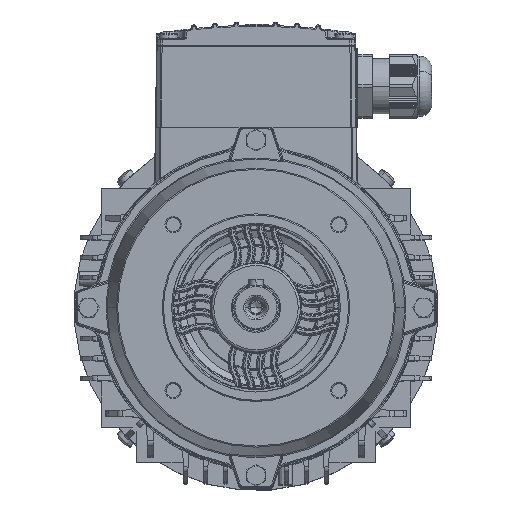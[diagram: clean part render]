
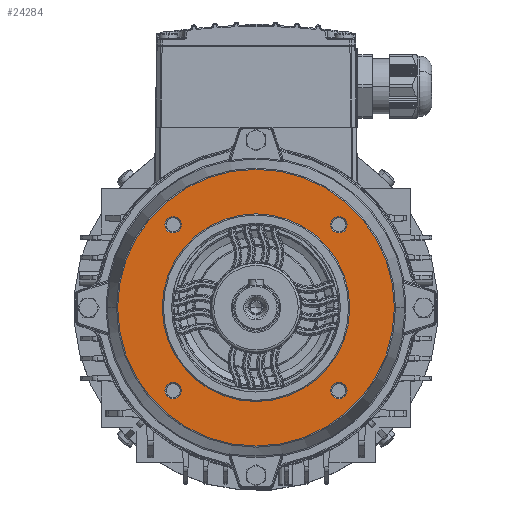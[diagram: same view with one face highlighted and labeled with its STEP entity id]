
A CAD part, top view. The second image highlights one B-rep face of the part: STEP entity #24284.
In plain terms, the highlighted planar face has unit normal (0, 0, 1).
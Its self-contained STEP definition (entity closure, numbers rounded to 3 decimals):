
#3020 = VERTEX_POINT ( 'NONE', #143251 ) ;
#3576 = VERTEX_POINT ( 'NONE', #106654 ) ;
#5589 = ORIENTED_EDGE ( 'NONE', *, *, #9147, .T. ) ;
#6078 = CIRCLE ( 'NONE', #11246, 3.5 ) ;
#6415 = AXIS2_PLACEMENT_3D ( 'NONE', #32660, #48637, #35020 ) ;
#8206 = CIRCLE ( 'NONE', #62026, 3.5 ) ;
#8724 = CIRCLE ( 'NONE', #134189, 3.5 ) ;
#9147 = EDGE_CURVE ( 'NONE', #107758, #16042, #105738, .T. ) ;
#10127 = CARTESIAN_POINT ( 'NONE',  ( -35.355, 35.355, 172. ) ) ;
#11246 = AXIS2_PLACEMENT_3D ( 'NONE', #19757, #115231, #68695 ) ;
#11566 = CIRCLE ( 'NONE', #6415, 3.5 ) ;
#12151 = EDGE_CURVE ( 'NONE', #148527, #3576, #80037, .T. ) ;
#16042 = VERTEX_POINT ( 'NONE', #106340 ) ;
#16104 = ORIENTED_EDGE ( 'NONE', *, *, #116126, .T. ) ;
#18554 = AXIS2_PLACEMENT_3D ( 'NONE', #82589, #70553, #97040 ) ;
#19006 = DIRECTION ( 'NONE',  ( 0., 0., -1. ) ) ;
#19757 = CARTESIAN_POINT ( 'NONE',  ( 35.355, 35.355, 172. ) ) ;
#21015 = EDGE_LOOP ( 'NONE', ( #31852, #16104 ) ) ;
#21400 = EDGE_CURVE ( 'NONE', #3576, #148527, #127860, .T. ) ;
#22415 = FACE_BOUND ( 'NONE', #30803, .T. ) ;
#24284 = ADVANCED_FACE ( 'NONE', ( #157072, #33645, #47283, #22415, #109002, #32870 ), #130640, .F. ) ;
#24342 = EDGE_LOOP ( 'NONE', ( #57627, #158208 ) ) ;
#26956 = CARTESIAN_POINT ( 'NONE',  ( 38.855, -35.355, 172. ) ) ;
#28447 = CARTESIAN_POINT ( 'NONE',  ( 0., 0., 172. ) ) ;
#30803 = EDGE_LOOP ( 'NONE', ( #72434, #88416 ) ) ;
#31852 = ORIENTED_EDGE ( 'NONE', *, *, #146678, .T. ) ;
#32103 = DIRECTION ( 'NONE',  ( 0., 0., 1. ) ) ;
#32660 = CARTESIAN_POINT ( 'NONE',  ( 35.355, 35.355, 172. ) ) ;
#32699 = VERTEX_POINT ( 'NONE', #101950 ) ;
#32799 = ORIENTED_EDGE ( 'NONE', *, *, #21400, .T. ) ;
#32870 = FACE_BOUND ( 'NONE', #65124, .T. ) ;
#33645 = FACE_BOUND ( 'NONE', #21015, .T. ) ;
#35020 = DIRECTION ( 'NONE',  ( -1., 0., 0. ) ) ;
#37418 = DIRECTION ( 'NONE',  ( -1., 0., 0. ) ) ;
#39178 = CARTESIAN_POINT ( 'NONE',  ( 31.855, -35.355, 172. ) ) ;
#43096 = CARTESIAN_POINT ( 'NONE',  ( -59.025, 0., 172. ) ) ;
#44481 = CIRCLE ( 'NONE', #46974, 59.025 ) ;
#44630 = EDGE_CURVE ( 'NONE', #132578, #32699, #91937, .T. ) ;
#46974 = AXIS2_PLACEMENT_3D ( 'NONE', #98397, #144006, #37418 ) ;
#47283 = FACE_BOUND ( 'NONE', #66964, .T. ) ;
#47433 = DIRECTION ( 'NONE',  ( 0., 0., -1. ) ) ;
#48254 = EDGE_LOOP ( 'NONE', ( #5589, #117737 ) ) ;
#48637 = DIRECTION ( 'NONE',  ( 0., 0., -1. ) ) ;
#52211 = ORIENTED_EDGE ( 'NONE', *, *, #12151, .T. ) ;
#55855 = CARTESIAN_POINT ( 'NONE',  ( -38.855, -35.355, 172. ) ) ;
#57627 = ORIENTED_EDGE ( 'NONE', *, *, #108669, .T. ) ;
#60308 = VERTEX_POINT ( 'NONE', #134450 ) ;
#61586 = DIRECTION ( 'NONE',  ( 0., 0., -1. ) ) ;
#62026 = AXIS2_PLACEMENT_3D ( 'NONE', #125844, #74692, #124318 ) ;
#63963 = AXIS2_PLACEMENT_3D ( 'NONE', #10127, #19006, #140865 ) ;
#65124 = EDGE_LOOP ( 'NONE', ( #80853, #71702 ) ) ;
#65445 = DIRECTION ( 'NONE',  ( 0., 0., -1. ) ) ;
#66964 = EDGE_LOOP ( 'NONE', ( #32799, #52211 ) ) ;
#68695 = DIRECTION ( 'NONE',  ( -1., 0., 0. ) ) ;
#69706 = AXIS2_PLACEMENT_3D ( 'NONE', #158338, #108700, #89231 ) ;
#70553 = DIRECTION ( 'NONE',  ( 0., 0., -1. ) ) ;
#71702 = ORIENTED_EDGE ( 'NONE', *, *, #88718, .F. ) ;
#72434 = ORIENTED_EDGE ( 'NONE', *, *, #142015, .T. ) ;
#74692 = DIRECTION ( 'NONE',  ( 0., 0., -1. ) ) ;
#76123 = CARTESIAN_POINT ( 'NONE',  ( 40., 0., 172. ) ) ;
#80037 = CIRCLE ( 'NONE', #69706, 3.5 ) ;
#80059 = EDGE_CURVE ( 'NONE', #88238, #91122, #141673, .T. ) ;
#80851 = DIRECTION ( 'NONE',  ( 0., 0., 1. ) ) ;
#80853 = ORIENTED_EDGE ( 'NONE', *, *, #44630, .F. ) ;
#82589 = CARTESIAN_POINT ( 'NONE',  ( 0., 0., 172. ) ) ;
#84839 = EDGE_CURVE ( 'NONE', #16042, #107758, #44481, .T. ) ;
#86386 = CIRCLE ( 'NONE', #132399, 40. ) ;
#88238 = VERTEX_POINT ( 'NONE', #99498 ) ;
#88416 = ORIENTED_EDGE ( 'NONE', *, *, #80059, .T. ) ;
#88718 = EDGE_CURVE ( 'NONE', #32699, #132578, #86386, .T. ) ;
#89231 = DIRECTION ( 'NONE',  ( -1., 0., 0. ) ) ;
#91122 = VERTEX_POINT ( 'NONE', #131912 ) ;
#91937 = CIRCLE ( 'NONE', #130315, 40. ) ;
#92265 = DIRECTION ( 'NONE',  ( -1., 0., 0. ) ) ;
#97040 = DIRECTION ( 'NONE',  ( -1., 0., 0. ) ) ;
#98397 = CARTESIAN_POINT ( 'NONE',  ( 0., 0., 172. ) ) ;
#99498 = CARTESIAN_POINT ( 'NONE',  ( -38.855, 35.355, 172. ) ) ;
#101950 = CARTESIAN_POINT ( 'NONE',  ( -40., 0., 172. ) ) ;
#102535 = CARTESIAN_POINT ( 'NONE',  ( 0., 0., 172. ) ) ;
#103297 = DIRECTION ( 'NONE',  ( 1., 0., 0. ) ) ;
#105738 = CIRCLE ( 'NONE', #128672, 59.025 ) ;
#106340 = CARTESIAN_POINT ( 'NONE',  ( 59.025, 0., 172. ) ) ;
#106654 = CARTESIAN_POINT ( 'NONE',  ( -31.855, -35.355, 172. ) ) ;
#107758 = VERTEX_POINT ( 'NONE', #43096 ) ;
#108669 = EDGE_CURVE ( 'NONE', #3020, #60308, #11566, .T. ) ;
#108700 = DIRECTION ( 'NONE',  ( 0., 0., -1. ) ) ;
#108828 = VERTEX_POINT ( 'NONE', #26956 ) ;
#109002 = FACE_OUTER_BOUND ( 'NONE', #48254, .T. ) ;
#109718 = DIRECTION ( 'NONE',  ( -1., 0., 0. ) ) ;
#114350 = DIRECTION ( 'NONE',  ( -1., 0., 0. ) ) ;
#115231 = DIRECTION ( 'NONE',  ( 0., 0., -1. ) ) ;
#116126 = EDGE_CURVE ( 'NONE', #140991, #108828, #8206, .T. ) ;
#117737 = ORIENTED_EDGE ( 'NONE', *, *, #84839, .T. ) ;
#121939 = CARTESIAN_POINT ( 'NONE',  ( -35.355, 35.355, 172. ) ) ;
#122740 = AXIS2_PLACEMENT_3D ( 'NONE', #158587, #61586, #109718 ) ;
#124318 = DIRECTION ( 'NONE',  ( -1., 0., 0. ) ) ;
#125392 = CIRCLE ( 'NONE', #63963, 3.5 ) ;
#125844 = CARTESIAN_POINT ( 'NONE',  ( 35.355, -35.355, 172. ) ) ;
#126254 = DIRECTION ( 'NONE',  ( 1., 0., 0. ) ) ;
#127860 = CIRCLE ( 'NONE', #122740, 3.5 ) ;
#128672 = AXIS2_PLACEMENT_3D ( 'NONE', #131450, #32103, #92265 ) ;
#130315 = AXIS2_PLACEMENT_3D ( 'NONE', #28447, #150276, #126254 ) ;
#130640 = PLANE ( 'NONE',  #18554 ) ;
#131450 = CARTESIAN_POINT ( 'NONE',  ( 0., 0., 172. ) ) ;
#131912 = CARTESIAN_POINT ( 'NONE',  ( -31.855, 35.355, 172. ) ) ;
#132399 = AXIS2_PLACEMENT_3D ( 'NONE', #102535, #80851, #103297 ) ;
#132578 = VERTEX_POINT ( 'NONE', #76123 ) ;
#133964 = DIRECTION ( 'NONE',  ( -1., 0., 0. ) ) ;
#134189 = AXIS2_PLACEMENT_3D ( 'NONE', #139955, #65445, #114350 ) ;
#134450 = CARTESIAN_POINT ( 'NONE',  ( 31.855, 35.355, 172. ) ) ;
#139955 = CARTESIAN_POINT ( 'NONE',  ( 35.355, -35.355, 172. ) ) ;
#140865 = DIRECTION ( 'NONE',  ( -1., 0., 0. ) ) ;
#140991 = VERTEX_POINT ( 'NONE', #39178 ) ;
#141673 = CIRCLE ( 'NONE', #157004, 3.5 ) ;
#142015 = EDGE_CURVE ( 'NONE', #91122, #88238, #125392, .T. ) ;
#143251 = CARTESIAN_POINT ( 'NONE',  ( 38.855, 35.355, 172. ) ) ;
#144006 = DIRECTION ( 'NONE',  ( 0., 0., 1. ) ) ;
#146678 = EDGE_CURVE ( 'NONE', #108828, #140991, #8724, .T. ) ;
#148527 = VERTEX_POINT ( 'NONE', #55855 ) ;
#149501 = EDGE_CURVE ( 'NONE', #60308, #3020, #6078, .T. ) ;
#150276 = DIRECTION ( 'NONE',  ( 0., 0., 1. ) ) ;
#157004 = AXIS2_PLACEMENT_3D ( 'NONE', #121939, #47433, #133964 ) ;
#157072 = FACE_BOUND ( 'NONE', #24342, .T. ) ;
#158208 = ORIENTED_EDGE ( 'NONE', *, *, #149501, .T. ) ;
#158338 = CARTESIAN_POINT ( 'NONE',  ( -35.355, -35.355, 172. ) ) ;
#158587 = CARTESIAN_POINT ( 'NONE',  ( -35.355, -35.355, 172. ) ) ;
